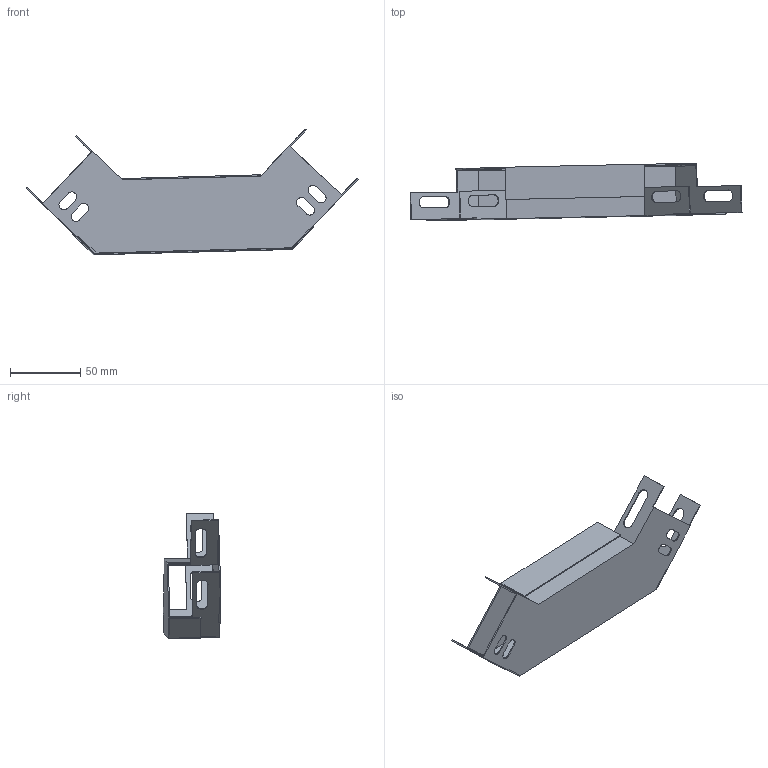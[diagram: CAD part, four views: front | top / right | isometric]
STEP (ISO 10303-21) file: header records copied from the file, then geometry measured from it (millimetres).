
FILE_DESCRIPTION (( 'STEP AP203' ), '1' );
FILE_NAME ('CLP1P-035-050-1 Ïîâîðîò íà 90 ãð. 35õ50 ìì..STEP', '2016-03-03T11:02:23', ( '' ), ( '' ), 'SwSTEP 2.0', 'SolidWorks 2014', '' );
FILE_SCHEMA (( 'CONFIG_CONTROL_DESIGN' ));
Length unit declared in the file: millimetre
Products named in the file (1): CLP1P-035-050-1 Ïîâîðîò íà 90 ãð. 35õ50 ìì.
Bounding box: 236.22 x 40.69 x 89.44 mm (x, y, z)
Volume: 28612.7 mm3; surface area: 73474.7 mm2
Topology: 2 solids, 2 shells, 90 faces, 256 edges, 168 vertices
Faces by surface type: plane 74, cylinder 16
Entity records: 3003 total; most frequent: CARTESIAN_POINT 515, ORIENTED_EDGE 512, DIRECTION 470, EDGE_CURVE 256, VECTOR 224, LINE 224, VERTEX_POINT 168, AXIS2_PLACEMENT_3D 123
